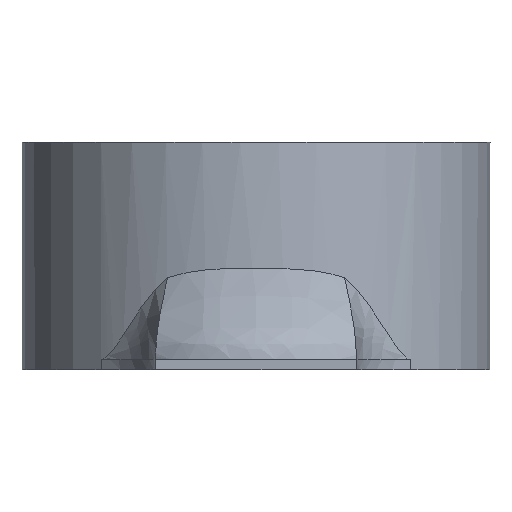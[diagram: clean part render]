
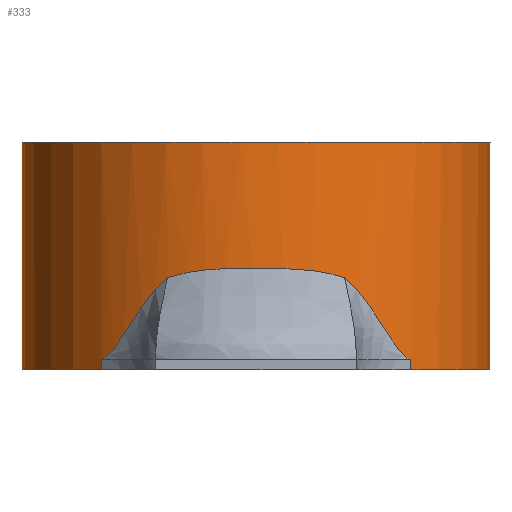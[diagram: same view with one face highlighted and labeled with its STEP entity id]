
A CAD part, front view. The second image highlights one B-rep face of the part: STEP entity #333.
In plain terms, the highlighted cylindrical face has radius 3.5 mm (diameter 7 mm), a full revolution.
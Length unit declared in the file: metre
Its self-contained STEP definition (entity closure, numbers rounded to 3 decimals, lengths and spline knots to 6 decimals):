
#17=B_SPLINE_CURVE_WITH_KNOTS('',3,(#636,#637,#638,#639,#640),
 .UNSPECIFIED.,.F.,.F.,(4,1,4),(0.,0.001368,0.002736),
 .UNSPECIFIED.);
#18=B_SPLINE_CURVE_WITH_KNOTS('',3,(#643,#644,#645,#646,#647,#648,#649,
#650),.UNSPECIFIED.,.F.,.F.,(4,1,1,1,1,4),(0.,0.00043,0.000859,
0.001289,0.001504,0.001719),
 .UNSPECIFIED.);
#19=B_SPLINE_CURVE_WITH_KNOTS('',3,(#652,#653,#654,#655,#656,#657,#658,
#659),.UNSPECIFIED.,.F.,.F.,(4,1,1,1,1,4),(0.,0.000429,0.000858,
0.001287,0.001502,0.001717),
 .UNSPECIFIED.);
#25=CYLINDRICAL_SURFACE('',#463,0.0035);
#34=CIRCLE('',#456,0.0035);
#37=CIRCLE('',#464,0.0035);
#73=ORIENTED_EDGE('',*,*,#145,.T.);
#74=ORIENTED_EDGE('',*,*,#146,.T.);
#75=ORIENTED_EDGE('',*,*,#144,.T.);
#76=ORIENTED_EDGE('',*,*,#147,.T.);
#77=ORIENTED_EDGE('',*,*,#134,.F.);
#78=ORIENTED_EDGE('',*,*,#148,.T.);
#79=ORIENTED_EDGE('',*,*,#132,.F.);
#132=EDGE_CURVE('',#170,#170,#34,.T.);
#134=EDGE_CURVE('',#172,#173,#198,.T.);
#144=EDGE_CURVE('',#177,#178,#205,.T.);
#145=EDGE_CURVE('',#179,#180,#17,.T.);
#146=EDGE_CURVE('',#180,#177,#18,.T.);
#147=EDGE_CURVE('',#178,#173,#37,.T.);
#148=EDGE_CURVE('',#172,#179,#19,.F.);
#170=VERTEX_POINT('',#604);
#172=VERTEX_POINT('',#611);
#173=VERTEX_POINT('',#613);
#177=VERTEX_POINT('',#631);
#178=VERTEX_POINT('',#633);
#179=VERTEX_POINT('',#641);
#180=VERTEX_POINT('',#642);
#198=LINE('',#612,#210);
#205=LINE('',#634,#217);
#210=VECTOR('',#510,1.);
#217=VECTOR('',#527,1.);
#225=EDGE_LOOP('',(#73,#74,#75,#76,#77,#78));
#226=EDGE_LOOP('',(#79));
#266=FACE_BOUND('',#225,.T.);
#267=FACE_BOUND('',#226,.T.);
#333=ADVANCED_FACE('',(#266,#267),#25,.T.);
#456=AXIS2_PLACEMENT_3D('',#603,#506,#507);
#463=AXIS2_PLACEMENT_3D('',#635,#528,#529);
#464=AXIS2_PLACEMENT_3D('',#651,#530,#531);
#506=DIRECTION('',(0.,0.,1.));
#507=DIRECTION('',(1.,0.,0.));
#510=DIRECTION('',(0.,0.,-1.));
#527=DIRECTION('',(0.,0.,-1.));
#528=DIRECTION('',(0.,0.,-1.));
#529=DIRECTION('',(-1.,0.,0.));
#530=DIRECTION('',(0.,0.,1.));
#531=DIRECTION('',(1.,0.,0.));
#603=CARTESIAN_POINT('',(0.,0.,0.0034));
#604=CARTESIAN_POINT('',(0.0035,0.,0.0034));
#611=CARTESIAN_POINT('',(-0.002315,-0.002625,0.00015));
#612=CARTESIAN_POINT('',(-0.002315,-0.002625,0.0034));
#613=CARTESIAN_POINT('',(-0.002315,-0.002625,0.));
#631=CARTESIAN_POINT('',(0.002315,-0.002625,0.00015));
#633=CARTESIAN_POINT('',(0.002315,-0.002625,0.));
#634=CARTESIAN_POINT('',(0.002315,-0.002625,0.0034));
#635=CARTESIAN_POINT('',(0.,0.,0.0034));
#636=CARTESIAN_POINT('',(-0.001324,-0.00324,0.001376));
#637=CARTESIAN_POINT('',(-0.000916,-0.003407,0.001515));
#638=CARTESIAN_POINT('',(0.000002,-0.003593,0.001517));
#639=CARTESIAN_POINT('',(0.000915,-0.003407,0.001516));
#640=CARTESIAN_POINT('',(0.001324,-0.00324,0.001376));
#641=CARTESIAN_POINT('',(-0.001324,-0.00324,0.001376));
#642=CARTESIAN_POINT('',(0.001324,-0.00324,0.001376));
#643=CARTESIAN_POINT('',(0.001324,-0.00324,0.001376));
#644=CARTESIAN_POINT('',(0.001431,-0.003196,0.001291));
#645=CARTESIAN_POINT('',(0.001614,-0.00311,0.001085));
#646=CARTESIAN_POINT('',(0.001841,-0.00298,0.000748));
#647=CARTESIAN_POINT('',(0.002017,-0.002863,0.000456));
#648=CARTESIAN_POINT('',(0.00217,-0.002747,0.000251));
#649=CARTESIAN_POINT('',(0.002262,-0.002672,0.000154));
#650=CARTESIAN_POINT('',(0.002315,-0.002625,0.00015));
#651=CARTESIAN_POINT('',(0.,0.,0.));
#652=CARTESIAN_POINT('',(-0.001324,-0.00324,0.001376));
#653=CARTESIAN_POINT('',(-0.001431,-0.003196,0.001291));
#654=CARTESIAN_POINT('',(-0.001614,-0.00311,0.001086));
#655=CARTESIAN_POINT('',(-0.001841,-0.00298,0.000748));
#656=CARTESIAN_POINT('',(-0.002016,-0.002863,0.000457));
#657=CARTESIAN_POINT('',(-0.00217,-0.002748,0.000251));
#658=CARTESIAN_POINT('',(-0.002262,-0.002672,0.000156));
#659=CARTESIAN_POINT('',(-0.002315,-0.002625,0.00015));
